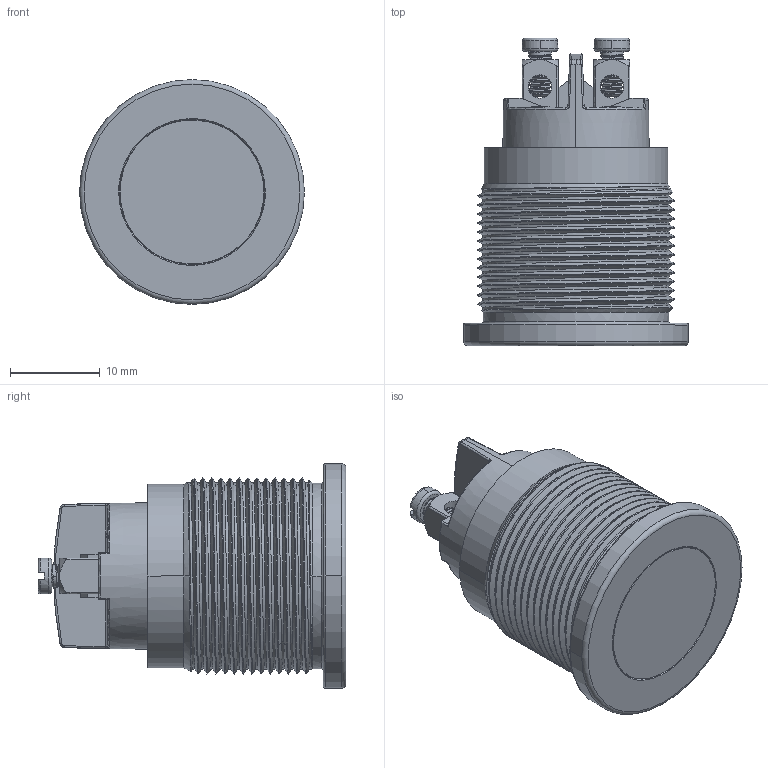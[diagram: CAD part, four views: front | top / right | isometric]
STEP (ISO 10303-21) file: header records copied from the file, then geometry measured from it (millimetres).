
FILE_DESCRIPTION(/* description */ (''),/* implementation_level */ '2;1');
FILE_NAME(/* name */ 'PVL22FSxxx.stp',/* time_stamp */ '2024-12-18T09:06:19-06:00',/* author */ ('jsteinblock'),/* organization */ (''),/* preprocessor_version */ 'ST-DEVELOPER v20',/* originating_system */ 'Autodesk Inventor 2022',/* authorisation */ '');
FILE_SCHEMA (('AUTOMOTIVE_DESIGN { 1 0 10303 214 3 1 1 }'));
Products named in the file (1): PVL22FSxxx
Bounding box: 25 x 34.21 x 25 mm (x, y, z)
Volume: 2597.6 mm3; surface area: 6429.4 mm2
Topology: 5 solids, 5 shells, 455 faces, 1318 edges, 865 vertices
Faces by surface type: bspline 289, plane 122, cylinder 27, torus 17
Entity records: 65572 total; most frequent: CARTESIAN_POINT 55650, ORIENTED_EDGE 2636, EDGE_CURVE 1318, DIRECTION 1064, VERTEX_POINT 865, B_SPLINE_CURVE_WITH_KNOTS 719, EDGE_LOOP 501, LINE 468
